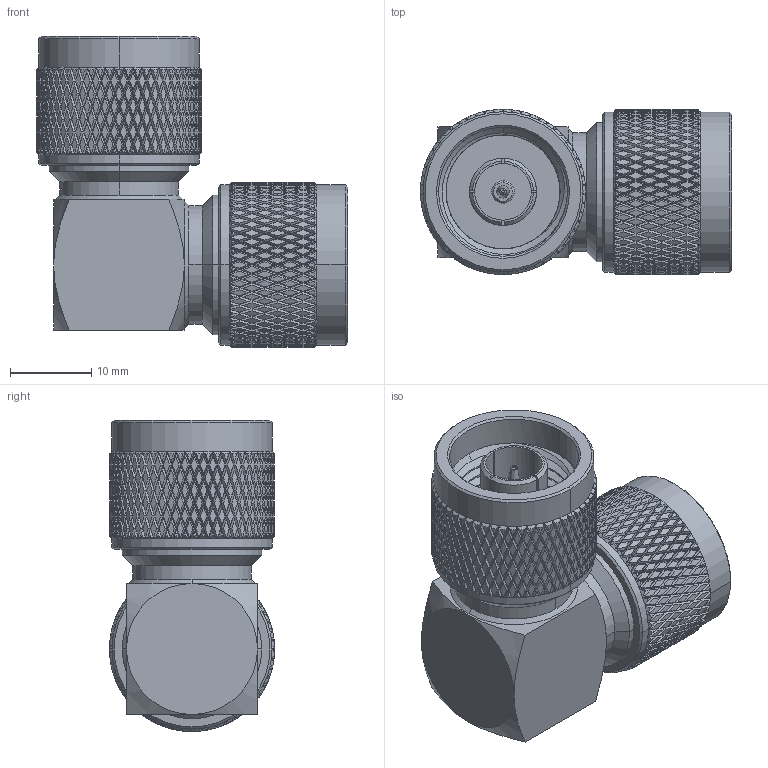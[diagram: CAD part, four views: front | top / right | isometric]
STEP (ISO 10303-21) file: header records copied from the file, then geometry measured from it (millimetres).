
FILE_DESCRIPTION (( 'STEP AP203' ), '1' );
FILE_NAME ('PE9198.step', '2018-07-20T21:02:27', ( '' ), ( '' ), 'SwSTEP 2.0', 'SolidWorks 2017', '' );
FILE_SCHEMA (( 'CONFIG_CONTROL_DESIGN' ));
Length unit declared in the file: inch
Products named in the file (1): PE9198
Bounding box: 38.3 x 20.32 x 38.3 mm (x, y, z)
Surface area: 7216.2 mm2 (no closed solid volume)
Topology: 0 solids, 1 shells, 4579 faces, 9786 edges, 5220 vertices
Faces by surface type: bspline 3529, cylinder 942, cone 58, plane 50
Entity records: 166139 total; most frequent: CARTESIAN_POINT 106649, ORIENTED_EDGE 19572, EDGE_CURVE 9786, VERTEX_POINT 5220, EDGE_LOOP 4592, ADVANCED_FACE 4580, FACE_OUTER_BOUND 4580, B_SPLINE_CURVE_WITH_KNOTS 4336
